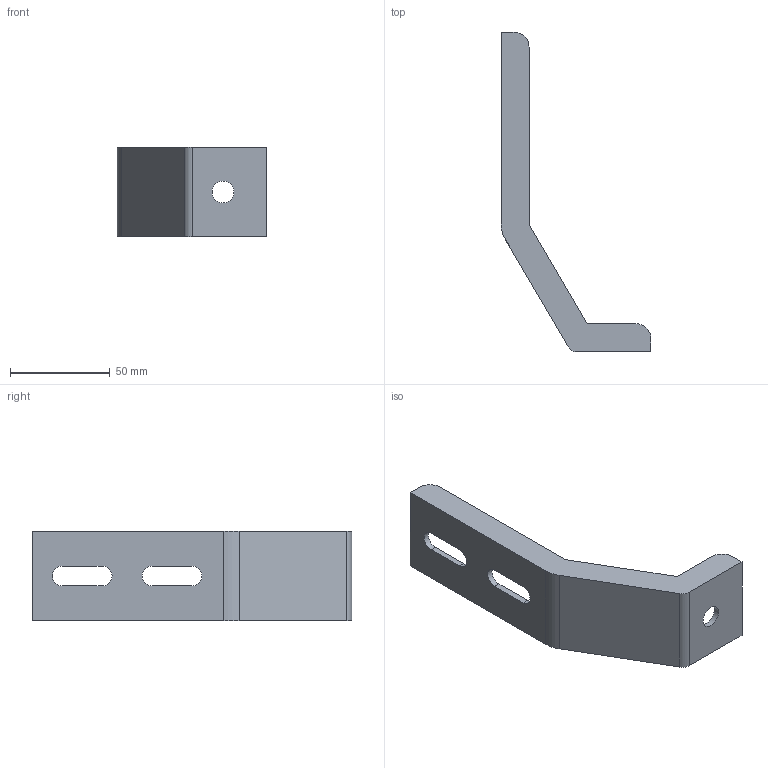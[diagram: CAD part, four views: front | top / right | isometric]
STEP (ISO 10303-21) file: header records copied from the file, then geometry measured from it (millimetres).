
FILE_DESCRIPTION(/* description */ ('STAFFA DI ANCORAGGIO SERIE 45'),/* implementation_level */ '2;1');
FILE_NAME(/* name */ 'DPDFQ0000089.stp',/* time_stamp */ '2018-11-06T08:45:23+01:00',/* author */ ('fzagni'),/* organization */ (''),/* preprocessor_version */ 'ST-DEVELOPER v16.1',/* originating_system */ 'Autodesk Inventor 2016',/* authorisation */ '');
FILE_SCHEMA (('AUTOMOTIVE_DESIGN { 1 0 10303 214 3 1 1 }'));
Length unit declared in the file: millimetre
Products named in the file (1): DPDFQ0000089
Bounding box: 75.04 x 160 x 45 mm (x, y, z)
Volume: 38592.6 mm3; surface area: 27798.8 mm2
Topology: 1 solids, 1 shells, 33 faces, 93 edges, 62 vertices
Faces by surface type: plane 22, cylinder 11
Full cylindrical faces by diameter (mm): 11 x1
Entity records: 1100 total; most frequent: CARTESIAN_POINT 188, ORIENTED_EDGE 184, DIRECTION 182, EDGE_CURVE 92, LINE 70, VECTOR 70, VERTEX_POINT 62, AXIS2_PLACEMENT_3D 56
